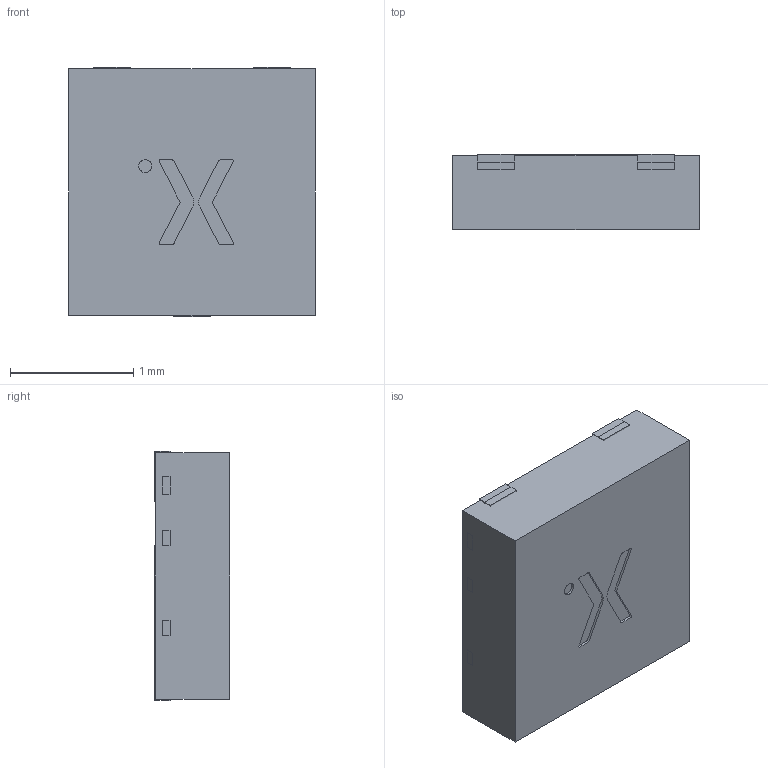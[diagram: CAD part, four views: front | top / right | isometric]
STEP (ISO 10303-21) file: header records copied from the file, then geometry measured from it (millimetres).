
FILE_DESCRIPTION (( '3D model for products with SOT1061D package' ), '1' );
FILE_NAME ('SOT1061D.STEP', '2021-04-29T02:11:51', ( 'Packaging R&D' ), ( 'Nexperia' ), 'SwSTEP 2.0', 'SolidWorks 2019', '' );
FILE_SCHEMA (( 'AUTOMOTIVE_DESIGN' ));
Length unit declared in the file: millimetre
Products named in the file (3): SOT1061B LF; SOT1061D; SOT1061D Mold body
Assembly tree (2 placements, depth 2):
  SOT1061D
    SOT1061B LF
    SOT1061D Mold body
Bounding box: 2 x 0.61 x 2.02 mm (x, y, z)
Volume: 2.5 mm3; surface area: 18.1 mm2
Topology: 15 solids, 15 shells, 129 faces, 288 edges, 192 vertices
Faces by surface type: plane 96, cylinder 33
Entity records: 4884 total; most frequent: DIRECTION 622, CARTESIAN_POINT 614, ORIENTED_EDGE 576, EDGE_CURVE 288, LINE 222, VECTOR 222, AXIS2_PLACEMENT_3D 200, VERTEX_POINT 192
